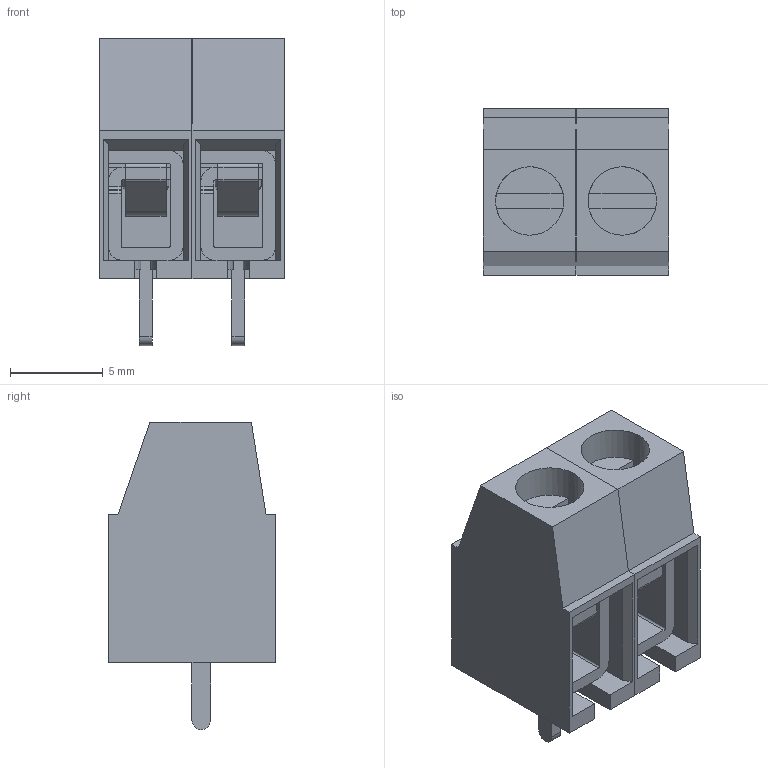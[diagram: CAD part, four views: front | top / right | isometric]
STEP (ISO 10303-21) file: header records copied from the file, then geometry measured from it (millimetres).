
FILE_DESCRIPTION(/* description */ ('Unknown'),/* implementation_level */ '2;1');
FILE_NAME(/* name */ '691133710002',/* time_stamp */ '2021-04-12T11:10:46+02:00',/* author */ ('Unknown'),/* organization */ ('Unknown'),/* preprocessor_version */ 'ST-DEVELOPER v16.7',/* originating_system */ 'Solid Edge',/* authorisation */ 'Unknown');
FILE_SCHEMA (('AUTOMOTIVE_DESIGN {1 0 10303 214 3 1 1}'));
Length unit declared in the file: millimetre
Products named in the file (3): 6911337100xx; 6911337100xx_DX; 6911337100xx_SX
Assembly tree (2 placements, depth 2):
  6911337100xx
    6911337100xx_DX
    6911337100xx_SX
Bounding box: 10 x 9 x 16.6 mm (x, y, z)
Volume: 803.1 mm3; surface area: 1347.6 mm2
Topology: 2 solids, 2 shells, 164 faces, 504 edges, 332 vertices
Faces by surface type: plane 120, cylinder 40, cone 4
Full cylindrical faces by diameter (mm): 3.7 x2
Entity records: 7265 total; most frequent: CARTESIAN_POINT 1481, ORIENTED_EDGE 1000, DIRECTION 918, EDGE_CURVE 500, LINE 396, VECTOR 396, VERTEX_POINT 330, AXIS2_PLACEMENT_3D 261
